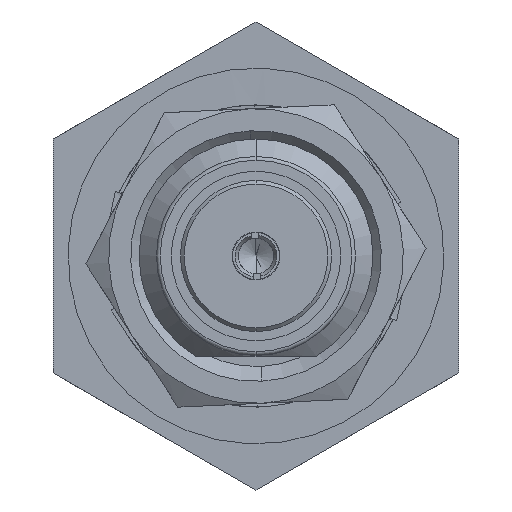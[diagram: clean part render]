
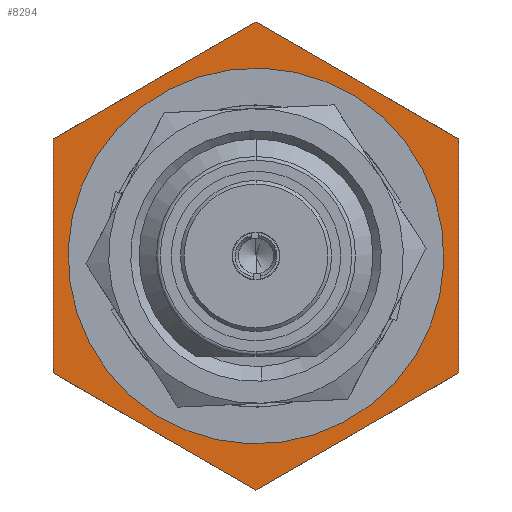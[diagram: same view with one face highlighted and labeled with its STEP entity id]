
A CAD part, left-side view. The second image highlights one B-rep face of the part: STEP entity #8294.
In plain terms, the highlighted planar face has unit normal (-1, 0, 0).
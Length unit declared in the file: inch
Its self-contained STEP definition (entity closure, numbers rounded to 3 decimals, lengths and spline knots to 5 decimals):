
#5 = EDGE_CURVE ( 'NONE', #5450, #394, #1838, .T. ) ;
#174 = ORIENTED_EDGE ( 'NONE', *, *, #6162, .F. ) ;
#298 = DIRECTION ( 'NONE',  ( -1., 0., 0. ) ) ;
#381 = FACE_OUTER_BOUND ( 'NONE', #8687, .T. ) ;
#394 = VERTEX_POINT ( 'NONE', #5427 ) ;
#529 = CARTESIAN_POINT ( 'NONE',  ( 0.41339, 0., 0.19882 ) ) ;
#1148 = LINE ( 'NONE', #7450, #8602 ) ;
#1150 = CARTESIAN_POINT ( 'NONE',  ( 0.41339, 0.21654, 0. ) ) ;
#1276 = CARTESIAN_POINT ( 'NONE',  ( 0.41339, -0.21654, 0.12502 ) ) ;
#1495 = DIRECTION ( 'NONE',  ( 0., 0., 1. ) ) ;
#1569 = AXIS2_PLACEMENT_3D ( 'NONE', #2176, #5369, #1495 ) ;
#1838 = LINE ( 'NONE', #4150, #8517 ) ;
#2176 = CARTESIAN_POINT ( 'NONE',  ( 0.41339, 0., 0. ) ) ;
#2581 = DIRECTION ( 'NONE',  ( 0., -0.866, -0.5 ) ) ;
#2984 = LINE ( 'NONE', #7912, #7272 ) ;
#3451 = CIRCLE ( 'NONE', #1569, 0.19882 ) ;
#3460 = DIRECTION ( 'NONE',  ( 0., -0.866, 0.5 ) ) ;
#3573 = CARTESIAN_POINT ( 'NONE',  ( 0.41339, 0.19882, 0. ) ) ;
#3593 = ORIENTED_EDGE ( 'NONE', *, *, #5, .F. ) ;
#3871 = DIRECTION ( 'NONE',  ( 0., 0.866, -0.5 ) ) ;
#3986 = ORIENTED_EDGE ( 'NONE', *, *, #8642, .F. ) ;
#4077 = CARTESIAN_POINT ( 'NONE',  ( 0.41339, 0.25738, 0.10143 ) ) ;
#4150 = CARTESIAN_POINT ( 'NONE',  ( 0.41339, -0.21654, 0. ) ) ;
#4356 = DIRECTION ( 'NONE',  ( 0., 0., 1. ) ) ;
#4434 = EDGE_CURVE ( 'NONE', #7758, #9396, #1148, .T. ) ;
#4473 = VERTEX_POINT ( 'NONE', #9187 ) ;
#4944 = VECTOR ( 'NONE', #2581, 39.37008 ) ;
#5103 = VECTOR ( 'NONE', #3460, 39.37008 ) ;
#5172 = VERTEX_POINT ( 'NONE', #8800 ) ;
#5215 = EDGE_CURVE ( 'NONE', #9892, #8224, #9641, .T. ) ;
#5369 = DIRECTION ( 'NONE',  ( -1., 0., 0. ) ) ;
#5427 = CARTESIAN_POINT ( 'NONE',  ( 0.41339, -0.21654, -0.12502 ) ) ;
#5429 = ORIENTED_EDGE ( 'NONE', *, *, #10125, .F. ) ;
#5450 = VERTEX_POINT ( 'NONE', #1276 ) ;
#5590 = AXIS2_PLACEMENT_3D ( 'NONE', #7484, #298, #7536 ) ;
#5596 = CARTESIAN_POINT ( 'NONE',  ( 0.41339, 0., -0.19882 ) ) ;
#6023 = DIRECTION ( 'NONE',  ( 0., 0.866, 0.5 ) ) ;
#6162 = EDGE_CURVE ( 'NONE', #8224, #9892, #3451, .T. ) ;
#6287 = ORIENTED_EDGE ( 'NONE', *, *, #4434, .F. ) ;
#6326 = ORIENTED_EDGE ( 'NONE', *, *, #9313, .F. ) ;
#6462 = ORIENTED_EDGE ( 'NONE', *, *, #9949, .F. ) ;
#6816 = DIRECTION ( 'NONE',  ( 1., 0., 0. ) ) ;
#7272 = VECTOR ( 'NONE', #3871, 39.37008 ) ;
#7450 = CARTESIAN_POINT ( 'NONE',  ( 0.41339, 0.25738, -0.10143 ) ) ;
#7484 = CARTESIAN_POINT ( 'NONE',  ( 0.41339, 0., 0. ) ) ;
#7524 = PLANE ( 'NONE',  #10141 ) ;
#7536 = DIRECTION ( 'NONE',  ( 0., 0., 1. ) ) ;
#7578 = CARTESIAN_POINT ( 'NONE',  ( 0.41339, 0.21654, -0.12502 ) ) ;
#7758 = VERTEX_POINT ( 'NONE', #8689 ) ;
#7912 = CARTESIAN_POINT ( 'NONE',  ( 0.41339, 0.04085, -0.27362 ) ) ;
#7918 = EDGE_LOOP ( 'NONE', ( #174, #8792 ) ) ;
#8214 = CARTESIAN_POINT ( 'NONE',  ( 0.41339, 0.04085, 0.27362 ) ) ;
#8224 = VERTEX_POINT ( 'NONE', #529 ) ;
#8294 = ADVANCED_FACE ( 'NONE', ( #9940, #381 ), #7524, .F. ) ;
#8299 = VECTOR ( 'NONE', #4356, 39.37008 ) ;
#8352 = LINE ( 'NONE', #1150, #8299 ) ;
#8517 = VECTOR ( 'NONE', #9995, 39.37008 ) ;
#8602 = VECTOR ( 'NONE', #6023, 39.37008 ) ;
#8642 = EDGE_CURVE ( 'NONE', #9396, #4473, #8352, .T. ) ;
#8687 = EDGE_LOOP ( 'NONE', ( #3593, #6326, #5429, #3986, #6287, #6462 ) ) ;
#8689 = CARTESIAN_POINT ( 'NONE',  ( 0.41339, 0., -0.25003 ) ) ;
#8792 = ORIENTED_EDGE ( 'NONE', *, *, #5215, .F. ) ;
#8800 = CARTESIAN_POINT ( 'NONE',  ( 0.41339, 0., 0.25003 ) ) ;
#8974 = LINE ( 'NONE', #4077, #5103 ) ;
#9054 = LINE ( 'NONE', #8214, #4944 ) ;
#9187 = CARTESIAN_POINT ( 'NONE',  ( 0.41339, 0.21654, 0.12502 ) ) ;
#9313 = EDGE_CURVE ( 'NONE', #5172, #5450, #9054, .T. ) ;
#9396 = VERTEX_POINT ( 'NONE', #7578 ) ;
#9641 = CIRCLE ( 'NONE', #5590, 0.19882 ) ;
#9892 = VERTEX_POINT ( 'NONE', #5596 ) ;
#9940 = FACE_BOUND ( 'NONE', #7918, .T. ) ;
#9949 = EDGE_CURVE ( 'NONE', #394, #7758, #2984, .T. ) ;
#9995 = DIRECTION ( 'NONE',  ( 0., 0., -1. ) ) ;
#10049 = DIRECTION ( 'NONE',  ( 0., 1., 0. ) ) ;
#10125 = EDGE_CURVE ( 'NONE', #4473, #5172, #8974, .T. ) ;
#10141 = AXIS2_PLACEMENT_3D ( 'NONE', #3573, #6816, #10049 ) ;
